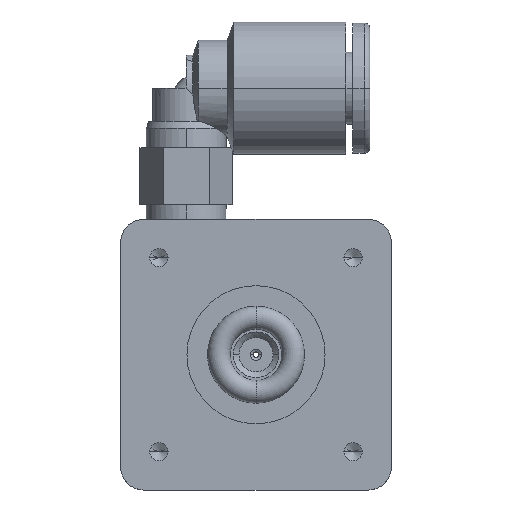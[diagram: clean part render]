
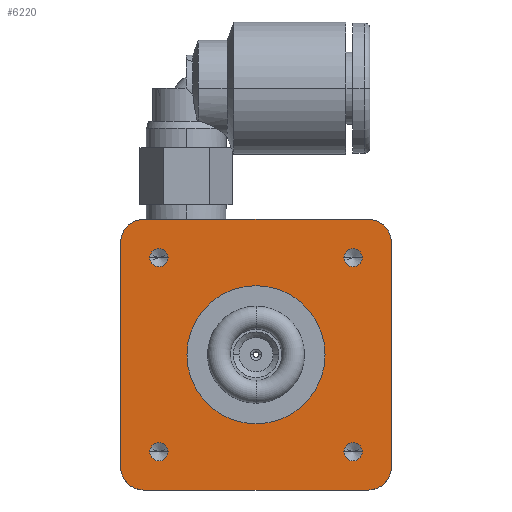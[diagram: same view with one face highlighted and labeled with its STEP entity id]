
A CAD part, front view. The second image highlights one B-rep face of the part: STEP entity #6220.
In plain terms, the highlighted planar face has unit normal (0, -1, 0).
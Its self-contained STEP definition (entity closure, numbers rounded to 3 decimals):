
#994=DIRECTION('',(1.,0.,0.));
#995=VECTOR('',#994,19.7);
#996=CARTESIAN_POINT('',(-9.85,-10.,-11.85));
#997=LINE('',#996,#995);
#1147=DIRECTION('',(1.,0.,0.));
#1148=VECTOR('',#1147,19.7);
#1149=CARTESIAN_POINT('',(-9.85,-10.,11.85));
#1150=LINE('',#1149,#1148);
#1232=DIRECTION('',(0.,0.,1.));
#1233=VECTOR('',#1232,19.7);
#1234=CARTESIAN_POINT('',(11.85,-10.,-9.85));
#1235=LINE('',#1234,#1233);
#1286=CARTESIAN_POINT('',(9.85,-10.,9.85));
#1287=DIRECTION('',(0.,-1.,0.));
#1288=DIRECTION('',(1.,0.,0.));
#1289=AXIS2_PLACEMENT_3D('',#1286,#1287,#1288);
#1291=CARTESIAN_POINT('',(9.85,-10.,-9.85));
#1292=DIRECTION('',(0.,-1.,0.));
#1293=DIRECTION('',(0.,0.,-1.));
#1294=AXIS2_PLACEMENT_3D('',#1291,#1292,#1293);
#1296=CARTESIAN_POINT('',(-9.85,-10.,-9.85));
#1297=DIRECTION('',(0.,-1.,0.));
#1298=DIRECTION('',(-1.,0.,0.));
#1299=AXIS2_PLACEMENT_3D('',#1296,#1297,#1298);
#1301=DIRECTION('',(0.,0.,1.));
#1302=VECTOR('',#1301,19.7);
#1303=CARTESIAN_POINT('',(-11.85,-10.,-9.85));
#1304=LINE('',#1303,#1302);
#1305=CARTESIAN_POINT('',(-9.85,-10.,9.85));
#1306=DIRECTION('',(0.,-1.,0.));
#1307=DIRECTION('',(0.,0.,1.));
#1308=AXIS2_PLACEMENT_3D('',#1305,#1306,#1307);
#1310=CARTESIAN_POINT('',(0.,-10.,0.));
#1311=DIRECTION('',(0.,1.,0.));
#1312=DIRECTION('',(-1.,0.,0.));
#1313=AXIS2_PLACEMENT_3D('',#1310,#1311,#1312);
#1315=CARTESIAN_POINT('',(0.,-10.,0.));
#1316=DIRECTION('',(0.,1.,0.));
#1317=DIRECTION('',(1.,0.,0.));
#1318=AXIS2_PLACEMENT_3D('',#1315,#1316,#1317);
#1320=CARTESIAN_POINT('',(8.5,-10.,8.5));
#1321=DIRECTION('',(0.,-1.,0.));
#1322=DIRECTION('',(-1.,0.,0.));
#1323=AXIS2_PLACEMENT_3D('',#1320,#1321,#1322);
#1325=CARTESIAN_POINT('',(8.5,-10.,8.5));
#1326=DIRECTION('',(0.,-1.,0.));
#1327=DIRECTION('',(1.,0.,0.));
#1328=AXIS2_PLACEMENT_3D('',#1325,#1326,#1327);
#1330=CARTESIAN_POINT('',(8.5,-10.,-8.5));
#1331=DIRECTION('',(0.,-1.,0.));
#1332=DIRECTION('',(-1.,0.,0.));
#1333=AXIS2_PLACEMENT_3D('',#1330,#1331,#1332);
#1335=CARTESIAN_POINT('',(8.5,-10.,-8.5));
#1336=DIRECTION('',(0.,-1.,0.));
#1337=DIRECTION('',(1.,0.,0.));
#1338=AXIS2_PLACEMENT_3D('',#1335,#1336,#1337);
#1340=CARTESIAN_POINT('',(-8.5,-10.,8.5));
#1341=DIRECTION('',(0.,-1.,0.));
#1342=DIRECTION('',(-1.,0.,0.));
#1343=AXIS2_PLACEMENT_3D('',#1340,#1341,#1342);
#1345=CARTESIAN_POINT('',(-8.5,-10.,8.5));
#1346=DIRECTION('',(0.,-1.,0.));
#1347=DIRECTION('',(1.,0.,0.));
#1348=AXIS2_PLACEMENT_3D('',#1345,#1346,#1347);
#1350=CARTESIAN_POINT('',(-8.5,-10.,-8.5));
#1351=DIRECTION('',(0.,-1.,0.));
#1352=DIRECTION('',(-1.,0.,0.));
#1353=AXIS2_PLACEMENT_3D('',#1350,#1351,#1352);
#1355=CARTESIAN_POINT('',(-8.5,-10.,-8.5));
#1356=DIRECTION('',(0.,-1.,0.));
#1357=DIRECTION('',(1.,0.,0.));
#1358=AXIS2_PLACEMENT_3D('',#1355,#1356,#1357);
#4517=CARTESIAN_POINT('',(-6.05,-10.,0.));
#4518=CARTESIAN_POINT('',(6.05,-10.,0.));
#4519=VERTEX_POINT('',#4517);
#4520=VERTEX_POINT('',#4518);
#4527=CARTESIAN_POINT('',(7.7,-10.,8.5));
#4528=CARTESIAN_POINT('',(9.3,-10.,8.5));
#4529=VERTEX_POINT('',#4527);
#4530=VERTEX_POINT('',#4528);
#4537=CARTESIAN_POINT('',(7.7,-10.,-8.5));
#4538=VERTEX_POINT('',#4537);
#4539=CARTESIAN_POINT('',(9.3,-10.,-8.5));
#4540=VERTEX_POINT('',#4539);
#4547=CARTESIAN_POINT('',(-9.3,-10.,8.5));
#4548=VERTEX_POINT('',#4547);
#4549=CARTESIAN_POINT('',(-7.7,-10.,8.5));
#4550=VERTEX_POINT('',#4549);
#4557=CARTESIAN_POINT('',(-9.3,-10.,-8.5));
#4558=VERTEX_POINT('',#4557);
#4559=CARTESIAN_POINT('',(-7.7,-10.,-8.5));
#4560=VERTEX_POINT('',#4559);
#4604=CARTESIAN_POINT('',(11.85,-10.,9.85));
#4605=CARTESIAN_POINT('',(9.85,-10.,11.85));
#4606=VERTEX_POINT('',#4604);
#4607=VERTEX_POINT('',#4605);
#4608=CARTESIAN_POINT('',(9.85,-10.,-11.85));
#4609=CARTESIAN_POINT('',(11.85,-10.,-9.85));
#4610=VERTEX_POINT('',#4608);
#4611=VERTEX_POINT('',#4609);
#4612=CARTESIAN_POINT('',(-9.85,-10.,11.85));
#4613=CARTESIAN_POINT('',(-11.85,-10.,9.85));
#4614=VERTEX_POINT('',#4612);
#4615=VERTEX_POINT('',#4613);
#4616=CARTESIAN_POINT('',(-11.85,-10.,-9.85));
#4617=CARTESIAN_POINT('',(-9.85,-10.,-11.85));
#4618=VERTEX_POINT('',#4616);
#4619=VERTEX_POINT('',#4617);
#6175=CARTESIAN_POINT('',(-11.85,-10.,-11.85));
#6176=DIRECTION('',(0.,-1.,0.));
#6177=DIRECTION('',(1.,0.,0.));
#6178=AXIS2_PLACEMENT_3D('',#6175,#6176,#6177);
#6179=PLANE('',#6178);
#6180=ORIENTED_EDGE('',*,*,#6129,.F.);
#6181=ORIENTED_EDGE('',*,*,#6143,.F.);
#6182=ORIENTED_EDGE('',*,*,#6168,.F.);
#6183=ORIENTED_EDGE('',*,*,#5988,.F.);
#6184=ORIENTED_EDGE('',*,*,#6003,.F.);
#6185=ORIENTED_EDGE('',*,*,#6017,.T.);
#6186=ORIENTED_EDGE('',*,*,#6033,.F.);
#6187=ORIENTED_EDGE('',*,*,#6106,.T.);
#6188=EDGE_LOOP('',(#6180,#6181,#6182,#6183,#6184,#6185,#6186,#6187));
#6189=FACE_OUTER_BOUND('',#6188,.F.);
#6191=ORIENTED_EDGE('',*,*,#6190,.F.);
#6193=ORIENTED_EDGE('',*,*,#6192,.F.);
#6194=EDGE_LOOP('',(#6191,#6193));
#6195=FACE_BOUND('',#6194,.F.);
#6197=ORIENTED_EDGE('',*,*,#6196,.T.);
#6199=ORIENTED_EDGE('',*,*,#6198,.T.);
#6200=EDGE_LOOP('',(#6197,#6199));
#6201=FACE_BOUND('',#6200,.F.);
#6203=ORIENTED_EDGE('',*,*,#6202,.T.);
#6205=ORIENTED_EDGE('',*,*,#6204,.T.);
#6206=EDGE_LOOP('',(#6203,#6205));
#6207=FACE_BOUND('',#6206,.F.);
#6209=ORIENTED_EDGE('',*,*,#6208,.T.);
#6211=ORIENTED_EDGE('',*,*,#6210,.T.);
#6212=EDGE_LOOP('',(#6209,#6211));
#6213=FACE_BOUND('',#6212,.F.);
#6215=ORIENTED_EDGE('',*,*,#6214,.T.);
#6217=ORIENTED_EDGE('',*,*,#6216,.T.);
#6218=EDGE_LOOP('',(#6215,#6217));
#6219=FACE_BOUND('',#6218,.F.);
#6220=ADVANCED_FACE('',(#6189,#6195,#6201,#6207,#6213,#6219),#6179,.T.);
#1290=CIRCLE('',#1289,2.);
#1295=CIRCLE('',#1294,2.);
#1300=CIRCLE('',#1299,2.);
#1309=CIRCLE('',#1308,2.);
#1314=CIRCLE('',#1313,6.05);
#1319=CIRCLE('',#1318,6.05);
#1324=CIRCLE('',#1323,0.8);
#1329=CIRCLE('',#1328,0.8);
#1334=CIRCLE('',#1333,0.8);
#1339=CIRCLE('',#1338,0.8);
#1344=CIRCLE('',#1343,0.8);
#1349=CIRCLE('',#1348,0.8);
#1354=CIRCLE('',#1353,0.8);
#1359=CIRCLE('',#1358,0.8);
#5988=EDGE_CURVE('',#4619,#4610,#997,.T.);
#6003=EDGE_CURVE('',#4618,#4619,#1300,.T.);
#6017=EDGE_CURVE('',#4618,#4615,#1304,.T.);
#6033=EDGE_CURVE('',#4614,#4615,#1309,.T.);
#6106=EDGE_CURVE('',#4614,#4607,#1150,.T.);
#6129=EDGE_CURVE('',#4606,#4607,#1290,.T.);
#6143=EDGE_CURVE('',#4611,#4606,#1235,.T.);
#6168=EDGE_CURVE('',#4610,#4611,#1295,.T.);
#6190=EDGE_CURVE('',#4519,#4520,#1314,.T.);
#6192=EDGE_CURVE('',#4520,#4519,#1319,.T.);
#6196=EDGE_CURVE('',#4529,#4530,#1324,.T.);
#6198=EDGE_CURVE('',#4530,#4529,#1329,.T.);
#6202=EDGE_CURVE('',#4538,#4540,#1334,.T.);
#6204=EDGE_CURVE('',#4540,#4538,#1339,.T.);
#6208=EDGE_CURVE('',#4548,#4550,#1344,.T.);
#6210=EDGE_CURVE('',#4550,#4548,#1349,.T.);
#6214=EDGE_CURVE('',#4558,#4560,#1354,.T.);
#6216=EDGE_CURVE('',#4560,#4558,#1359,.T.);
